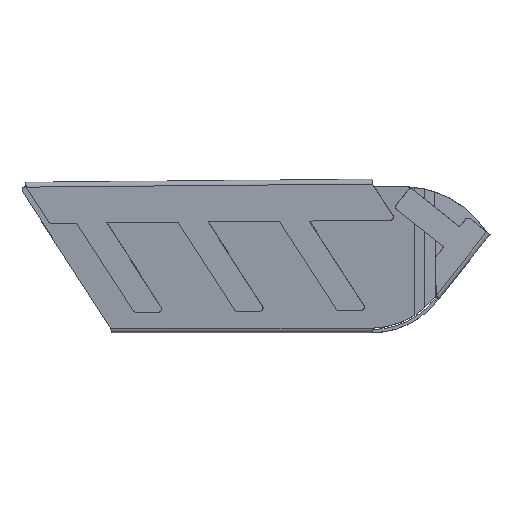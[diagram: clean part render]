
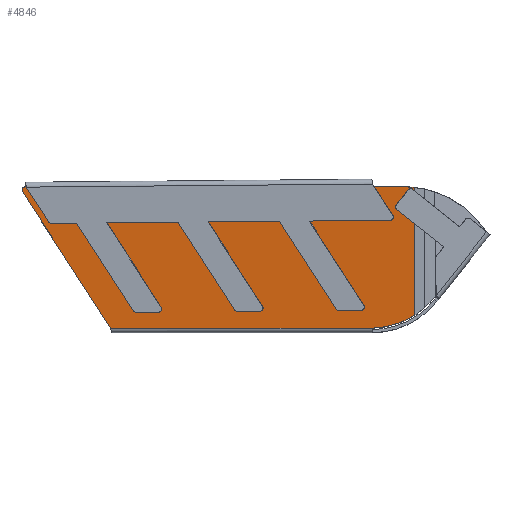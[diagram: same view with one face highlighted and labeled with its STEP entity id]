
A CAD part, top view. The second image highlights one B-rep face of the part: STEP entity #4846.
In plain terms, the highlighted planar face has unit normal (-0.075, -0.057, 0.996).
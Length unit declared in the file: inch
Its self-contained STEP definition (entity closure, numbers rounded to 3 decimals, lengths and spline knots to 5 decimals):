
#38 = CARTESIAN_POINT ( 'NONE',  ( 11.48781, 1.77017, 1.47301 ) ) ;
#230 = CARTESIAN_POINT ( 'NONE',  ( 11.46908, 5.60947, 1.69258 ) ) ;
#308 = CARTESIAN_POINT ( 'NONE',  ( -3.40332, 5.484, 0.5576 ) ) ;
#367 = FACE_OUTER_BOUND ( 'NONE', #1068, .T. ) ;
#390 = CARTESIAN_POINT ( 'NONE',  ( 11.41344, 0.28776, 1.38204 ) ) ;
#559 = CARTESIAN_POINT ( 'NONE',  ( 0.00197, -0.01017, 0.49956 ) ) ;
#700 = DIRECTION ( 'NONE',  ( -0.075, -0.057, 0.995 ) ) ;
#827 = ORIENTED_EDGE ( 'NONE', *, *, #6264, .T. ) ;
#923 = CARTESIAN_POINT ( 'NONE',  ( -0.06204, 5.6088, 0.81815 ) ) ;
#936 = LINE ( 'NONE', #923, #5760 ) ;
#975 = DIRECTION ( 'NONE',  ( 0.005, -0.998, -0.057 ) ) ;
#998 = CARTESIAN_POINT ( 'NONE',  ( 11.93561, -0.02922, 1.40339 ) ) ;
#1013 = CARTESIAN_POINT ( 'NONE',  ( 11.73136, 0.44904, 1.41543 ) ) ;
#1020 = LINE ( 'NONE', #998, #3283 ) ;
#1062 = EDGE_CURVE ( 'NONE', #5502, #2203, #3574, .T. ) ;
#1068 = EDGE_LOOP ( 'NONE', ( #1967, #1771, #5112, #827, #4154, #1593, #5180, #2949, #1099 ) ) ;
#1099 = ORIENTED_EDGE ( 'NONE', *, *, #2924, .T. ) ;
#1125 = VERTEX_POINT ( 'NONE', #2738 ) ;
#1313 = CARTESIAN_POINT ( 'NONE',  ( -3.50786, 5.41649, 0.54578 ) ) ;
#1333 = CARTESIAN_POINT ( 'NONE',  ( 10.48831, 0.05663, 1.29858 ) ) ;
#1434 = DIRECTION ( 'NONE',  ( -0.997, 0., -0.076 ) ) ;
#1461 = CARTESIAN_POINT ( 'NONE',  ( 11.83383, 0.50845, 1.42662 ) ) ;
#1466 = EDGE_CURVE ( 'NONE', #4573, #6285, #1020, .T. ) ;
#1491 = CARTESIAN_POINT ( 'NONE',  ( 11.93267, 0.57335, 1.43785 ) ) ;
#1589 = DIRECTION ( 'NONE',  ( -0.997, 0., -0.076 ) ) ;
#1593 = ORIENTED_EDGE ( 'NONE', *, *, #1062, .T. ) ;
#1771 = ORIENTED_EDGE ( 'NONE', *, *, #3994, .T. ) ;
#1961 = DIRECTION ( 'NONE',  ( 0.075, 0.057, -0.995 ) ) ;
#1966 = EDGE_CURVE ( 'NONE', #4513, #1125, #4214, .T. ) ;
#1967 = ORIENTED_EDGE ( 'NONE', *, *, #1466, .F. ) ;
#2026 = DIRECTION ( 'NONE',  ( -0.075, -0.057, 0.995 ) ) ;
#2109 = VECTOR ( 'NONE', #5920, 39.37008 ) ;
#2160 = CARTESIAN_POINT ( 'NONE',  ( -3.40386, 5.6088, 0.56474 ) ) ;
#2203 = VERTEX_POINT ( 'NONE', #1313 ) ;
#2207 = CARTESIAN_POINT ( 'NONE',  ( -0.03808, 0.05176, 0.50009 ) ) ;
#2290 = DIRECTION ( 'NONE',  ( -0.997, 0., -0.076 ) ) ;
#2640 = AXIS2_PLACEMENT_3D ( 'NONE', #38, #2026, #5284 ) ;
#2646 = CARTESIAN_POINT ( 'NONE',  ( 11.90822, 5.58446, 1.72444 ) ) ;
#2738 = CARTESIAN_POINT ( 'NONE',  ( 10.22416, 5.6088, 1.59814 ) ) ;
#2760 = PLANE ( 'NONE',  #6165 ) ;
#2767 = CIRCLE ( 'NONE', #2640, 3.84562 ) ;
#2872 = CARTESIAN_POINT ( 'NONE',  ( -0.03808, 0.05176, 0.50009 ) ) ;
#2924 = EDGE_CURVE ( 'NONE', #4247, #6285, #5097, .T. ) ;
#2925 = DIRECTION ( 'NONE',  ( -0.997, 0., -0.076 ) ) ;
#2931 = DIRECTION ( 'NONE',  ( -0.075, -0.057, 0.995 ) ) ;
#2934 = CARTESIAN_POINT ( 'NONE',  ( -3.40332, 5.484, 0.5576 ) ) ;
#2943 = CARTESIAN_POINT ( 'NONE',  ( 10.24978, 0.05176, 1.28021 ) ) ;
#2949 = ORIENTED_EDGE ( 'NONE', *, *, #3002, .F. ) ;
#3002 = EDGE_CURVE ( 'NONE', #4247, #3074, #4312, .T. ) ;
#3074 = VERTEX_POINT ( 'NONE', #2207 ) ;
#3283 = VECTOR ( 'NONE', #975, 39.37008 ) ;
#3341 = CARTESIAN_POINT ( 'NONE',  ( 11.93267, 0.57335, 1.43785 ) ) ;
#3483 = CARTESIAN_POINT ( 'NONE',  ( 10.24978, 0.05176, 1.28021 ) ) ;
#3568 = AXIS2_PLACEMENT_3D ( 'NONE', #2934, #2931, #2925 ) ;
#3574 = CIRCLE ( 'NONE', #3568, 0.125 ) ;
#3578 = VECTOR ( 'NONE', #6743, 39.37008 ) ;
#3863 = CARTESIAN_POINT ( 'NONE',  ( 10.72621, 0.08836, 1.31845 ) ) ;
#3900 = CARTESIAN_POINT ( 'NONE',  ( 11.18874, 0.20392, 1.36017 ) ) ;
#3994 = EDGE_CURVE ( 'NONE', #4573, #4513, #2767, .T. ) ;
#4154 = ORIENTED_EDGE ( 'NONE', *, *, #4671, .T. ) ;
#4214 = LINE ( 'NONE', #5234, #3578 ) ;
#4232 = CARTESIAN_POINT ( 'NONE',  ( -3.52797, 5.484, 0.54815 ) ) ;
#4247 = VERTEX_POINT ( 'NONE', #2943 ) ;
#4312 = LINE ( 'NONE', #2872, #2109 ) ;
#4513 = VERTEX_POINT ( 'NONE', #230 ) ;
#4573 = VERTEX_POINT ( 'NONE', #2646 ) ;
#4671 = EDGE_CURVE ( 'NONE', #5086, #5502, #5625, .T. ) ;
#4742 = AXIS2_PLACEMENT_3D ( 'NONE', #308, #700, #1589 ) ;
#4846 = ADVANCED_FACE ( 'NONE', ( #367 ), #2760, .F. ) ;
#5037 = CARTESIAN_POINT ( 'NONE',  ( -0.03754, -0.03569, 0.4951 ) ) ;
#5086 = VERTEX_POINT ( 'NONE', #2160 ) ;
#5097 = B_SPLINE_CURVE_WITH_KNOTS ( 'NONE', 3,
 ( #3483, #1333, #3863, #3900, #390, #1013, #1461, #1491 ),
 .UNSPECIFIED., .F., .F.,
 ( 4, 2, 2, 4 ),
 ( 0., 0.25, 0.5, 0.6241 ),
 .UNSPECIFIED. ) ;
#5112 = ORIENTED_EDGE ( 'NONE', *, *, #1966, .T. ) ;
#5180 = ORIENTED_EDGE ( 'NONE', *, *, #5405, .T. ) ;
#5234 = CARTESIAN_POINT ( 'NONE',  ( 10.22266, 5.6088, 1.59803 ) ) ;
#5284 = DIRECTION ( 'NONE',  ( 0.997, 0., 0.076 ) ) ;
#5405 = EDGE_CURVE ( 'NONE', #2203, #3074, #6732, .T. ) ;
#5502 = VERTEX_POINT ( 'NONE', #4232 ) ;
#5625 = CIRCLE ( 'NONE', #4742, 0.125 ) ;
#5683 = VECTOR ( 'NONE', #5757, 39.37008 ) ;
#5757 = DIRECTION ( 'NONE',  ( 0.543, -0.84, -0.007 ) ) ;
#5760 = VECTOR ( 'NONE', #2290, 39.37008 ) ;
#5920 = DIRECTION ( 'NONE',  ( -0.997, 0., -0.076 ) ) ;
#6165 = AXIS2_PLACEMENT_3D ( 'NONE', #5037, #1961, #1434 ) ;
#6264 = EDGE_CURVE ( 'NONE', #1125, #5086, #936, .T. ) ;
#6285 = VERTEX_POINT ( 'NONE', #3341 ) ;
#6732 = LINE ( 'NONE', #559, #5683 ) ;
#6743 = DIRECTION ( 'NONE',  ( -0.997, -0.001, -0.076 ) ) ;
